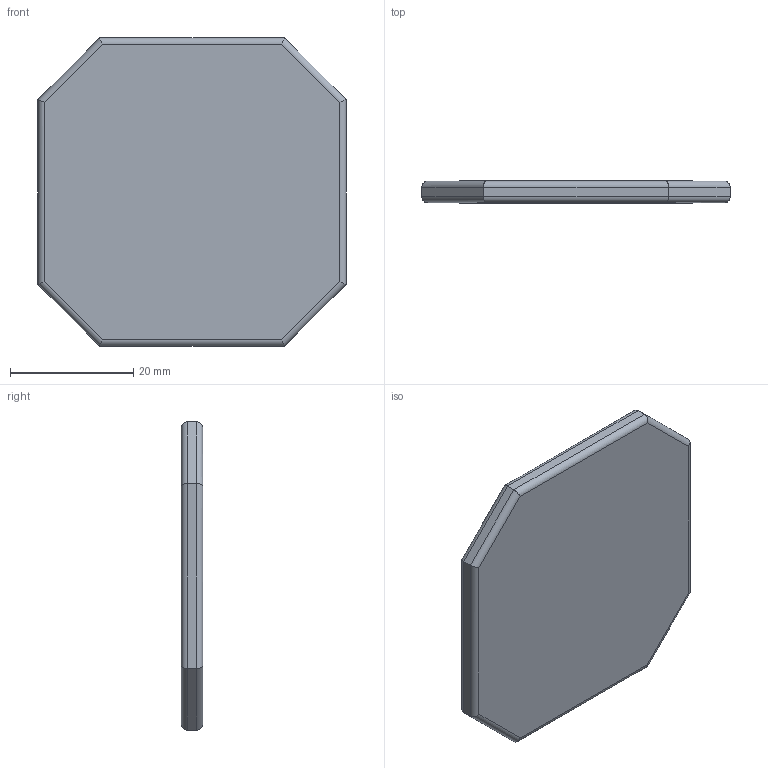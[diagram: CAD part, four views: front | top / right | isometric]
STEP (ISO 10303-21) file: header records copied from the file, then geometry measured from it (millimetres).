
FILE_DESCRIPTION(/* description */ (''),/* implementation_level */ '2;1');
FILE_NAME(/* name */ 'cupid.step',/* time_stamp */ '2022-02-09T03:46:52-06:00',/* author */ (''),/* organization */ (''),/* preprocessor_version */ 'ST-DEVELOPER v18.1',/* originating_system */ 'Autodesk Translation Framework v10.13.0.1454',/* authorisation */ '');
FILE_SCHEMA (('AUTOMOTIVE_DESIGN { 1 0 10303 214 3 1 1 }'));
Length unit declared in the file: millimetre
Products named in the file (1): (Unsaved)
Bounding box: 50 x 3.5 x 50 mm (x, y, z)
Volume: 6480.5 mm3; surface area: 7506.3 mm2
Topology: 3 solids, 3 shells, 83 faces, 211 edges, 138 vertices
Faces by surface type: plane 50, cylinder 29, bspline 4
Full cylindrical faces by diameter (mm): 5.1 x4
Entity records: 3596 total; most frequent: CARTESIAN_POINT 1521, ORIENTED_EDGE 422, DIRECTION 405, EDGE_CURVE 211, LINE 161, VECTOR 161, VERTEX_POINT 138, AXIS2_PLACEMENT_3D 122
